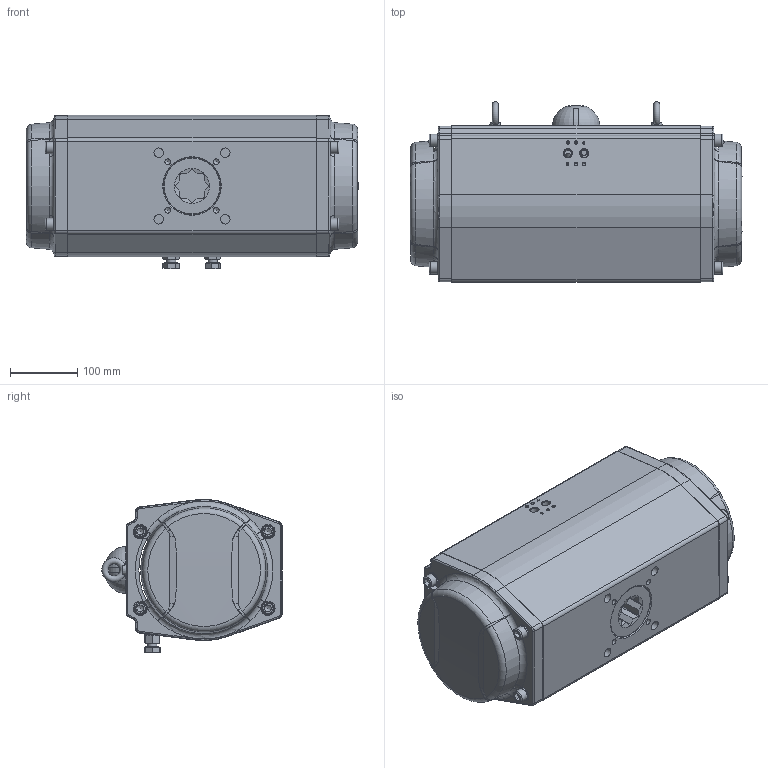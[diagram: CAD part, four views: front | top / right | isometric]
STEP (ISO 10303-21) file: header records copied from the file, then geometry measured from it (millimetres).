
FILE_DESCRIPTION(/* description */ (''),/* implementation_level */ '2;1');
FILE_NAME(/* name */ 'GTEA190装配体-231108',/* time_stamp */ '2024-11-25T16:24:04+08:00',/* author */ ('Xiaofan.Zhang'),/* organization */ ('Rotork'),/* preprocessor_version */ 'ST-DEVELOPER v18.102',/* originating_system */ 'Solid Edge',/* authorisation */ 'Unknown');
FILE_SCHEMA (('MODEL_BASED_INTEGRATED_MANUFACTURING_SCHEMA','AUTOMOTIVE_DESIGN {1 0 10303 214 3 1 1}'));
Length unit declared in the file: millimetre
Products named in the file (1): GTEA190蚾饜极-2311說	
Bounding box: 493.51 x 267.94 x 227.75 mm (x, y, z)
Surface area: 517537 mm2 (no closed solid volume)
Topology: 0 solids, 37 shells, 570 faces, 1602 edges, 1064 vertices
Faces by surface type: plane 276, cylinder 142, cone 78, torus 58, bspline 14, sphere 2
Full cylindrical faces by diameter (mm): 4.2 x8, 5 x1, 7.995 x1, 8.5 x4, 11.8 x2, 14 x6, 18 x8, 21 x8, 84 x1
Entity records: 19949 total; most frequent: CARTESIAN_POINT 5777, DIRECTION 2892, ORIENTED_EDGE 2606, EDGE_CURVE 1474, AXIS2_PLACEMENT_3D 1141, VERTEX_POINT 1033, FACE_BOUND 727, EDGE_LOOP 710
